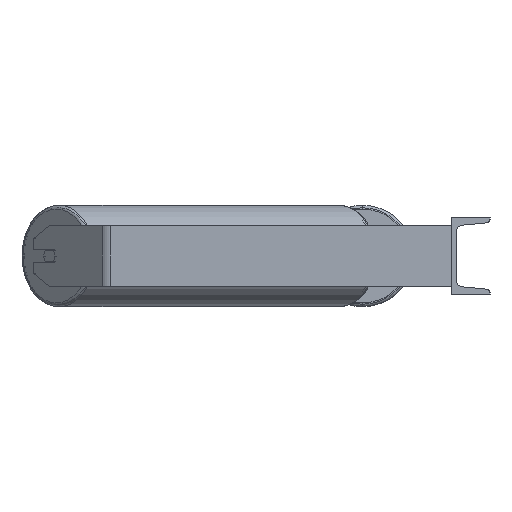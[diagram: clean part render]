
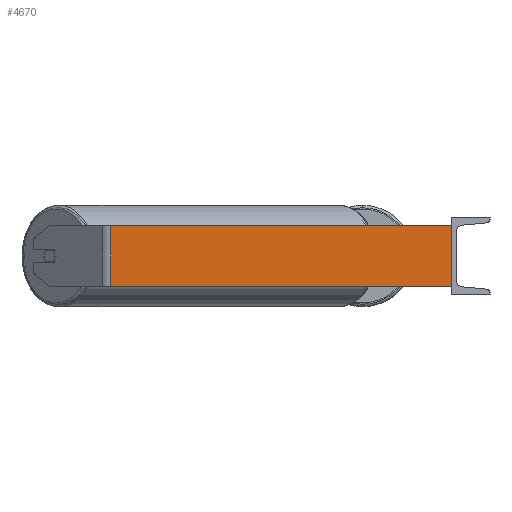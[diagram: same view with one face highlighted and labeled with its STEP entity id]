
A CAD part, left-side view. The second image highlights one B-rep face of the part: STEP entity #4670.
In plain terms, the highlighted planar face has unit normal (-1, 0, 0).
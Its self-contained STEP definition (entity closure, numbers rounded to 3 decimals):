
#29 = EDGE_CURVE ( 'NONE', #5185, #2348, #6448, .T. ) ;
#65 = CARTESIAN_POINT ( 'NONE',  ( -785., 0., 40. ) ) ;
#99 = DIRECTION ( 'NONE',  ( 0., 0., -1. ) ) ;
#292 = VECTOR ( 'NONE', #7547, 1000. ) ;
#455 = ORIENTED_EDGE ( 'NONE', *, *, #29, .T. ) ;
#563 = VECTOR ( 'NONE', #99, 1000. ) ;
#615 = LINE ( 'NONE', #1225, #3879 ) ;
#662 = CARTESIAN_POINT ( 'NONE',  ( -785., 0., 40. ) ) ;
#832 = CARTESIAN_POINT ( 'NONE',  ( -785., 447.575, -40. ) ) ;
#1225 = CARTESIAN_POINT ( 'NONE',  ( -785., 454.202, 40. ) ) ;
#1829 = EDGE_CURVE ( 'NONE', #2348, #5836, #6855, .T. ) ;
#2348 = VERTEX_POINT ( 'NONE', #832 ) ;
#2739 = FACE_OUTER_BOUND ( 'NONE', #7760, .T. ) ;
#3879 = VECTOR ( 'NONE', #3950, 1000. ) ;
#3950 = DIRECTION ( 'NONE',  ( 0., -1., 0. ) ) ;
#4156 = EDGE_CURVE ( 'NONE', #5185, #8694, #615, .T. ) ;
#4172 = PLANE ( 'NONE',  #5798 ) ;
#4188 = CARTESIAN_POINT ( 'NONE',  ( -785., 454.202, -40. ) ) ;
#4223 = CARTESIAN_POINT ( 'NONE',  ( -785., 454.202, 40. ) ) ;
#4475 = ORIENTED_EDGE ( 'NONE', *, *, #4156, .F. ) ;
#4670 = ADVANCED_FACE ( 'NONE', ( #2739 ), #4172, .F. ) ;
#4739 = DIRECTION ( 'NONE',  ( 0., -1., 0. ) ) ;
#4979 = ORIENTED_EDGE ( 'NONE', *, *, #1829, .T. ) ;
#5185 = VERTEX_POINT ( 'NONE', #8529 ) ;
#5557 = VECTOR ( 'NONE', #4739, 1000. ) ;
#5772 = ORIENTED_EDGE ( 'NONE', *, *, #8978, .F. ) ;
#5798 = AXIS2_PLACEMENT_3D ( 'NONE', #4223, #8988, #7646 ) ;
#5836 = VERTEX_POINT ( 'NONE', #8522 ) ;
#6448 = LINE ( 'NONE', #8554, #292 ) ;
#6855 = LINE ( 'NONE', #4188, #5557 ) ;
#7547 = DIRECTION ( 'NONE',  ( 0., 0., -1. ) ) ;
#7646 = DIRECTION ( 'NONE',  ( 0., 1., 0. ) ) ;
#7760 = EDGE_LOOP ( 'NONE', ( #4979, #5772, #4475, #455 ) ) ;
#8352 = LINE ( 'NONE', #65, #563 ) ;
#8522 = CARTESIAN_POINT ( 'NONE',  ( -785., 0., -40. ) ) ;
#8529 = CARTESIAN_POINT ( 'NONE',  ( -785., 447.575, 40. ) ) ;
#8554 = CARTESIAN_POINT ( 'NONE',  ( -785., 447.575, 40. ) ) ;
#8694 = VERTEX_POINT ( 'NONE', #662 ) ;
#8978 = EDGE_CURVE ( 'NONE', #8694, #5836, #8352, .T. ) ;
#8988 = DIRECTION ( 'NONE',  ( 1., 0., 0. ) ) ;
